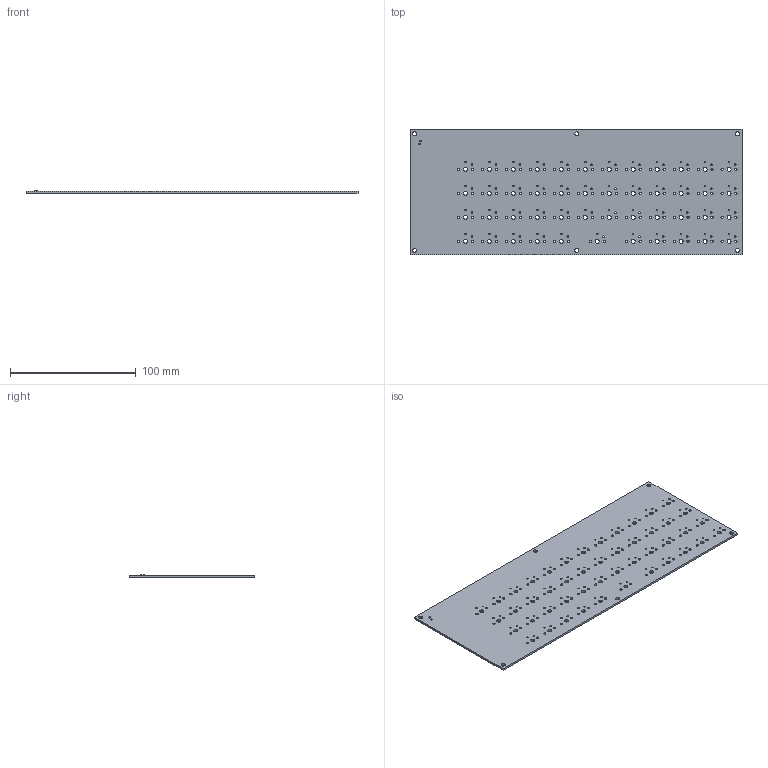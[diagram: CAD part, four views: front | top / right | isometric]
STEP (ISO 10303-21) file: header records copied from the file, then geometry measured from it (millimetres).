
FILE_DESCRIPTION(('KiCad electronic assembly'),'2;1');
FILE_NAME('keyboard.step','2021-11-02T02:16:52',('An Author'),( 'A Company'),'Open CASCADE STEP processor 6.9', 'KiCad to STEP converter','Unknown');
FILE_SCHEMA(('AUTOMOTIVE_DESIGN { 1 0 10303 214 1 1 1 1 }'));
Length unit declared in the file: millimetre
Products named in the file (4): Open CASCADE STEP translator 6.9 1; R_0603_1608Metric; SOLID; COMPOUND
Assembly tree (4 placements, depth 3):
  Open CASCADE STEP translator 6.9 1
    R_0603_1608Metric  x2
      SOLID
    COMPOUND
Bounding box: 264 x 100 x 2.1 mm (x, y, z)
Volume: 41006.3 mm3; surface area: 54700.7 mm2
Topology: 3 solids, 3 shells, 300 faces, 874 edges, 580 vertices
Faces by surface type: cylinder 257, plane 43
Full cylindrical faces by diameter (mm): 1.2 x94, 1.8 x94, 3.2 x53
Entity records: 22603 total; most frequent: CARTESIAN_POINT 6173, DIRECTION 2984, ORIENTED_EDGE 1612, PCURVE 1612, DEFINITIONAL_REPRESENTATION 1612, LINE 1422, VECTOR 1422, EDGE_CURVE 806
